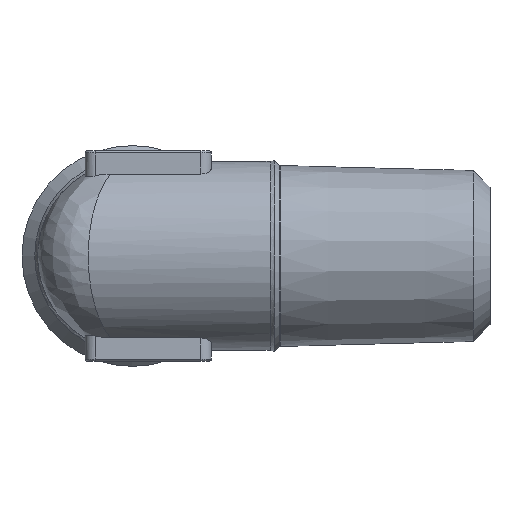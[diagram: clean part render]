
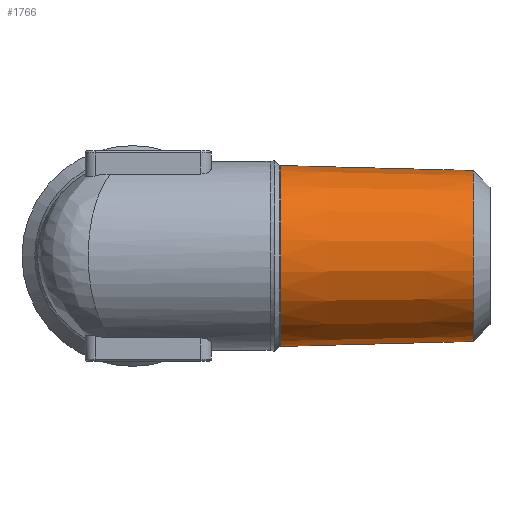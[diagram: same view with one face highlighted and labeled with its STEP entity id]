
A CAD part, left-side view. The second image highlights one B-rep face of the part: STEP entity #1766.
In plain terms, the highlighted conical face has half-angle 1.47 degrees and reference radius 4.301 mm.
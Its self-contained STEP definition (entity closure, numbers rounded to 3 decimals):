
#26=CONICAL_SURFACE('',#1924,4.3,0.026);
#519=ORIENTED_EDGE('',*,*,#696,.F.);
#520=ORIENTED_EDGE('',*,*,#697,.F.);
#696=EDGE_CURVE('',#805,#805,#884,.T.);
#697=EDGE_CURVE('',#806,#806,#885,.T.);
#805=VERTEX_POINT('',#2927);
#806=VERTEX_POINT('',#2930);
#884=CIRCLE('',#1923,4.3);
#885=CIRCLE('',#1925,4.064);
#979=EDGE_LOOP('',(#519));
#980=EDGE_LOOP('',(#520));
#1088=FACE_BOUND('',#979,.T.);
#1089=FACE_BOUND('',#980,.T.);
#1766=ADVANCED_FACE('',(#1088,#1089),#26,.T.);
#1923=AXIS2_PLACEMENT_3D('',#2926,#2281,#2282);
#1924=AXIS2_PLACEMENT_3D('',#2928,#2283,#2284);
#1925=AXIS2_PLACEMENT_3D('',#2929,#2285,#2286);
#2281=DIRECTION('',(0.,1.,0.));
#2282=DIRECTION('',(0.,0.,1.));
#2283=DIRECTION('',(0.,1.,0.));
#2284=DIRECTION('',(0.,0.,1.));
#2285=DIRECTION('',(0.,-1.,0.));
#2286=DIRECTION('',(0.,0.,-1.));
#2926=CARTESIAN_POINT('',(0.,-7.018,0.));
#2927=CARTESIAN_POINT('',(0.,-7.018,4.3));
#2928=CARTESIAN_POINT('',(0.,-7.,0.));
#2929=CARTESIAN_POINT('',(0.,-16.2,0.));
#2930=CARTESIAN_POINT('',(0.,-16.2,-4.064));
